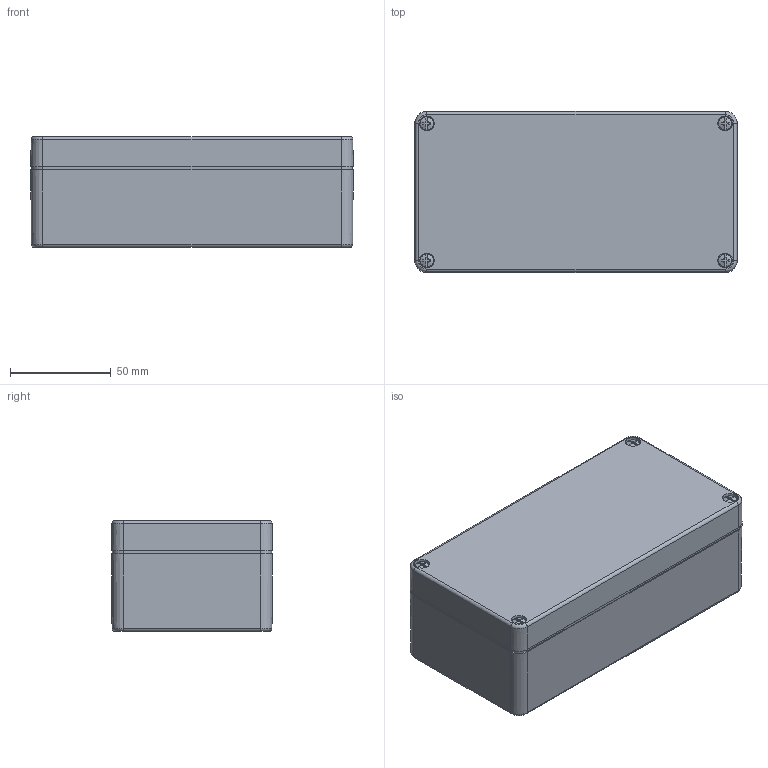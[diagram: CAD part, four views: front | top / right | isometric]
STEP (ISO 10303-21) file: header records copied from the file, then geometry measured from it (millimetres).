
FILE_DESCRIPTION( ( 'STEP AP203' ), ' ' );
FILE_NAME( 'CONTA-CLIP 4045.2.stp', '2018-02-08T10:47:04', ( '' ), ( '' ), ' ', 'PARTsolutions', ' ' );
FILE_SCHEMA( ( 'CONFIG_CONTROL_DESIGN' ) );
Length unit declared in the file: millimetre
Products named in the file (4): CONTA-CLIP 4045.2; _CONTA-CLIP 4045.2_H; _CONTA-CLIP 4045.2_C; _CONTA-CLIP 4045.2_S
Assembly tree (6 placements, depth 2):
  CONTA-CLIP 4045.2
    _CONTA-CLIP 4045.2_H
    _CONTA-CLIP 4045.2_C
    _CONTA-CLIP 4045.2_S  x4
Bounding box: 160 x 80 x 55 mm (x, y, z)
Volume: 163729.5 mm3; surface area: 114034.2 mm2
Topology: 6 solids, 6 shells, 430 faces, 1060 edges, 688 vertices
Faces by surface type: plane 182, cylinder 134, cone 94, torus 12, bspline 8
Full cylindrical faces by diameter (mm): 3.242 x4, 3.545 x4, 3.6 x4, 4 x10, 4.2 x4, 5 x4, 7 x4, 7.6 x4
Entity records: 10103 total; most frequent: DIRECTION 1828, CARTESIAN_POINT 1778, ORIENTED_EDGE 1534, EDGE_CURVE 767, AXIS2_PLACEMENT_3D 735, VERTEX_POINT 543, EDGE_LOOP 480, CIRCLE 387
